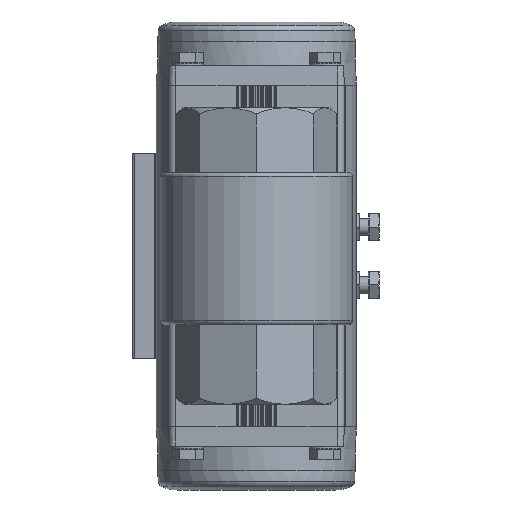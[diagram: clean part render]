
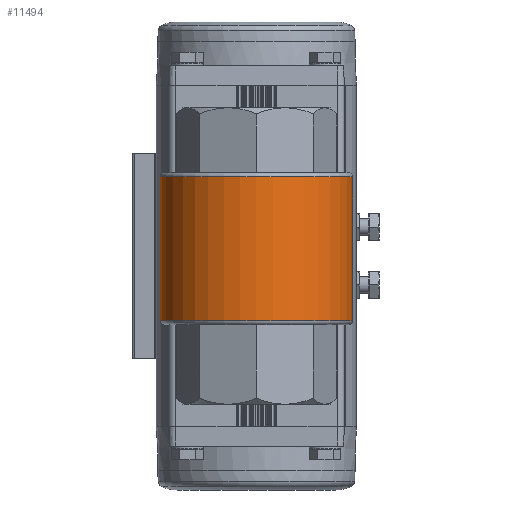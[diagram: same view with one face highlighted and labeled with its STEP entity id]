
A CAD part, front view. The second image highlights one B-rep face of the part: STEP entity #11494.
In plain terms, the highlighted cylindrical face has radius 35 mm (diameter 70 mm), a full revolution.
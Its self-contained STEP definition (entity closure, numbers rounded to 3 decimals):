
#425=CIRCLE('',#12432,35.);
#426=CIRCLE('',#12433,35.);
#1008=CYLINDRICAL_SURFACE('',#12431,35.);
#2696=ORIENTED_EDGE('',*,*,#5970,.F.);
#2697=ORIENTED_EDGE('',*,*,#5971,.F.);
#2698=ORIENTED_EDGE('',*,*,#5972,.T.);
#5970=EDGE_CURVE('',#7599,#7599,#425,.T.);
#5971=EDGE_CURVE('',#7600,#7600,#8685,.T.);
#5972=EDGE_CURVE('',#7601,#7601,#426,.T.);
#7599=VERTEX_POINT('',#17663);
#7600=VERTEX_POINT('',#17683);
#7601=VERTEX_POINT('',#17685);
#8685=B_SPLINE_CURVE_WITH_KNOTS('',3,(#17664,#17665,#17666,#17667,#17668,
#17669,#17670,#17671,#17672,#17673,#17674,#17675,#17676,#17677,#17678,#17679,
#17680,#17681,#17682),.UNSPECIFIED.,.T.,.F.,(1,1,1,1,1,1,1,1,1,1,1,1,1,
1,1,1,1,1,1,1,1,1,1),(-0.013,-0.009,-0.004,
0.,0.004,0.009,0.013,0.017,
0.022,0.026,0.03,0.035,
0.039,0.043,0.048,0.052,
0.056,0.061,0.065,0.069,
0.074,0.078,0.082),.UNSPECIFIED.);
#8988=EDGE_LOOP('',(#2696));
#8989=EDGE_LOOP('',(#2697));
#8990=EDGE_LOOP('',(#2698));
#10044=FACE_BOUND('',#8988,.T.);
#10045=FACE_BOUND('',#8989,.T.);
#10046=FACE_BOUND('',#8990,.T.);
#11494=ADVANCED_FACE('',(#10044,#10045,#10046),#1008,.T.);
#12431=AXIS2_PLACEMENT_3D('',#17661,#13945,#13946);
#12432=AXIS2_PLACEMENT_3D('',#17662,#13947,#13948);
#12433=AXIS2_PLACEMENT_3D('',#17684,#13949,#13950);
#13945=DIRECTION('',(0.,0.,-1.));
#13946=DIRECTION('',(-1.,0.,0.));
#13947=DIRECTION('',(0.,0.,-1.));
#13948=DIRECTION('',(-1.,0.,0.));
#13949=DIRECTION('',(0.,0.,-1.));
#13950=DIRECTION('',(-1.,0.,0.));
#17661=CARTESIAN_POINT('',(0.,0.,-25.));
#17662=CARTESIAN_POINT('',(0.,0.,-23.5));
#17663=CARTESIAN_POINT('',(-35.,0.,-23.5));
#17664=CARTESIAN_POINT('',(4.353,34.809,-10.414));
#17665=CARTESIAN_POINT('',(-0.001,35.095,-11.293));
#17666=CARTESIAN_POINT('',(-4.348,34.81,-10.415));
#17667=CARTESIAN_POINT('',(-7.98,34.127,-7.974));
#17668=CARTESIAN_POINT('',(-10.415,33.428,-4.345));
#17669=CARTESIAN_POINT('',(-11.291,33.126,-0.01));
#17670=CARTESIAN_POINT('',(-10.42,33.427,4.339));
#17671=CARTESIAN_POINT('',(-7.976,34.128,7.979));
#17672=CARTESIAN_POINT('',(-4.343,34.81,10.416));
#17673=CARTESIAN_POINT('',(-0.005,35.095,11.291));
#17674=CARTESIAN_POINT('',(4.338,34.811,10.42));
#17675=CARTESIAN_POINT('',(7.975,34.128,7.98));
#17676=CARTESIAN_POINT('',(10.416,33.428,4.345));
#17677=CARTESIAN_POINT('',(11.291,33.126,0.002));
#17678=CARTESIAN_POINT('',(10.418,33.427,-4.341));
#17679=CARTESIAN_POINT('',(7.979,34.127,-7.974));
#17680=CARTESIAN_POINT('',(4.353,34.809,-10.414));
#17681=CARTESIAN_POINT('',(-0.001,35.095,-11.293));
#17682=CARTESIAN_POINT('',(-4.348,34.81,-10.415));
#17683=CARTESIAN_POINT('',(0.,35.,-11.));
#17684=CARTESIAN_POINT('',(0.,0.,28.8));
#17685=CARTESIAN_POINT('',(-35.,0.,28.8));
